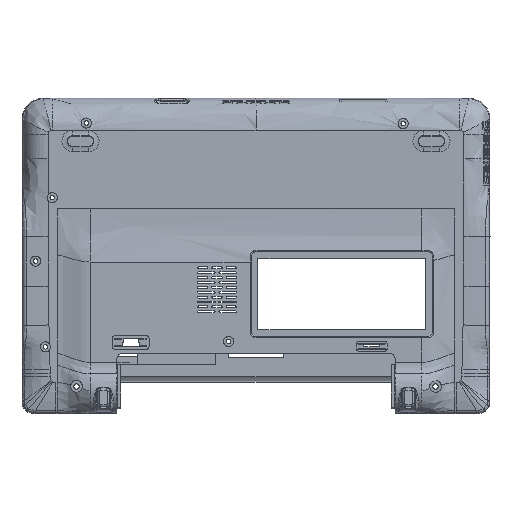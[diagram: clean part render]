
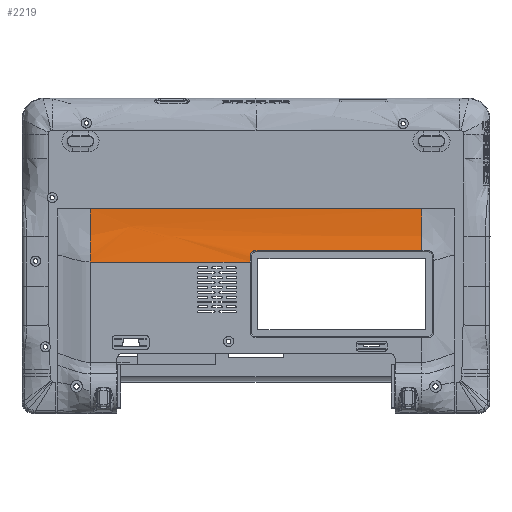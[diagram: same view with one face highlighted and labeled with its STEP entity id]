
A CAD part, front view. The second image highlights one B-rep face of the part: STEP entity #2219.
In plain terms, the highlighted face is a extrusion surface.
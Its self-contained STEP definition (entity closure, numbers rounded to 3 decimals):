
#98=(
BOUNDED_CURVE()
B_SPLINE_CURVE(3,(#43569,#43570,#43571,#43572,#43573,#43574,#43575,#43576,
#43577,#43578),.UNSPECIFIED.,.F.,.F.)
B_SPLINE_CURVE_WITH_KNOTS((4,1,1,1,1,1,1,4),(0.,0.078,0.255,
0.435,0.615,0.791,0.96,
1.),.UNSPECIFIED.)
CURVE()
GEOMETRIC_REPRESENTATION_ITEM()
RATIONAL_B_SPLINE_CURVE((1.172,1.172,1.172,
1.172,1.172,1.172,1.172,1.172,
1.172,1.172))
REPRESENTATION_ITEM('')
);
#215=SURFACE_OF_LINEAR_EXTRUSION('',#6600,#22375);
#1054=FACE_OUTER_BOUND('',#4270,.T.);
#2219=ADVANCED_FACE('',(#1054),#215,.F.);
#4270=EDGE_LOOP('',(#9630,#9631,#9632,#9633,#9634,#9635,#9636,#9637));
#6597=B_SPLINE_CURVE_WITH_KNOTS('',3,(#43491,#43492,#43493,#43494),
 .UNSPECIFIED.,.F.,.F.,(4,4),(0.,1.),.UNSPECIFIED.);
#6598=B_SPLINE_CURVE_WITH_KNOTS('',3,(#43531,#43532,#43533,#43534,#43535,
#43536,#43537,#43538,#43539,#43540,#43541,#43542,#43543,#43544,#43545,#43546,
#43547,#43548,#43549,#43550,#43551,#43552,#43553,#43554,#43555,#43556,#43557,
#43558),.UNSPECIFIED.,.F.,.F.,(4,2,2,2,2,2,2,2,2,2,2,2,2,4),(0.,0.063,
0.125,0.25,0.375,0.438,
0.5,0.625,0.688,0.719,
0.75,0.813,0.875,1.),.UNSPECIFIED.);
#6599=B_SPLINE_CURVE_WITH_KNOTS('',3,(#43565,#43566,#43567,#43568),
 .UNSPECIFIED.,.F.,.F.,(4,4),(0.,1.),.UNSPECIFIED.);
#6600=B_SPLINE_CURVE_WITH_KNOTS('',3,(#43579,#43580,#43581,#43582,#43583),
 .UNSPECIFIED.,.F.,.F.,(4,1,4),(0.,0.011,1.),.UNSPECIFIED.);
#9630=ORIENTED_EDGE('',*,*,#18213,.F.);
#9631=ORIENTED_EDGE('',*,*,#18214,.F.);
#9632=ORIENTED_EDGE('',*,*,#18215,.F.);
#9633=ORIENTED_EDGE('',*,*,#18216,.T.);
#9634=ORIENTED_EDGE('',*,*,#16551,.F.);
#9635=ORIENTED_EDGE('',*,*,#18212,.F.);
#9636=ORIENTED_EDGE('',*,*,#17824,.F.);
#9637=ORIENTED_EDGE('',*,*,#18217,.F.);
#14206=VERTEX_POINT('',#30037);
#14207=VERTEX_POINT('',#30039);
#15235=VERTEX_POINT('',#41812);
#15236=VERTEX_POINT('',#41814);
#15533=VERTEX_POINT('',#43559);
#15534=VERTEX_POINT('',#43560);
#15535=VERTEX_POINT('',#43562);
#15536=VERTEX_POINT('',#43564);
#16551=EDGE_CURVE('',#14206,#14207,#20075,.T.);
#17824=EDGE_CURVE('',#15235,#15236,#20540,.T.);
#18212=EDGE_CURVE('',#15236,#14206,#6597,.T.);
#18213=EDGE_CURVE('',#15533,#15534,#6598,.T.);
#18214=EDGE_CURVE('',#15535,#15533,#20757,.T.);
#18215=EDGE_CURVE('',#15536,#15535,#20758,.T.);
#18216=EDGE_CURVE('',#15536,#14207,#6599,.T.);
#18217=EDGE_CURVE('',#15534,#15235,#98,.T.);
#20075=LINE('',#30038,#21678);
#20540=LINE('',#41813,#22156);
#20757=LINE('',#43561,#22373);
#20758=LINE('',#43563,#22374);
#21678=VECTOR('',#24987,1.);
#22156=VECTOR('',#26057,1.);
#22373=VECTOR('',#26634,1.);
#22374=VECTOR('',#26635,1.);
#22375=VECTOR('',#26636,1.);
#24987=DIRECTION('',(1.,0.,0.));
#26057=DIRECTION('',(-1.,0.,0.));
#26634=DIRECTION('',(-1.,0.,0.));
#26635=DIRECTION('',(-1.,0.,0.));
#26636=DIRECTION('',(1.,0.,0.));
#30037=CARTESIAN_POINT('',(-134.64,-23.76,173.099));
#30038=CARTESIAN_POINT('',(-134.64,-23.76,173.099));
#30039=CARTESIAN_POINT('',(134.64,-23.76,173.099));
#41812=CARTESIAN_POINT('',(-4.752,-28.829,129.888));
#41813=CARTESIAN_POINT('',(-4.752,-28.829,129.888));
#41814=CARTESIAN_POINT('',(-134.64,-28.829,129.888));
#43491=CARTESIAN_POINT('',(-134.64,-28.829,129.888));
#43492=CARTESIAN_POINT('',(-134.64,-28.829,142.56));
#43493=CARTESIAN_POINT('',(-134.64,-23.76,143.003));
#43494=CARTESIAN_POINT('',(-134.64,-23.76,173.099));
#43531=CARTESIAN_POINT('',(0.,-27.702,139.257));
#43532=CARTESIAN_POINT('',(-0.103,-27.702,139.256));
#43533=CARTESIAN_POINT('',(-0.272,-27.703,139.252));
#43534=CARTESIAN_POINT('',(-0.671,-27.713,139.212));
#43535=CARTESIAN_POINT('',(-0.787,-27.718,139.192));
#43536=CARTESIAN_POINT('',(-1.208,-27.737,139.108));
#43537=CARTESIAN_POINT('',(-1.509,-27.758,139.02));
#43538=CARTESIAN_POINT('',(-2.098,-27.814,138.774));
#43539=CARTESIAN_POINT('',(-2.376,-27.849,138.624));
#43540=CARTESIAN_POINT('',(-2.76,-27.906,138.365));
#43541=CARTESIAN_POINT('',(-2.883,-27.926,138.273));
#43542=CARTESIAN_POINT('',(-3.117,-27.968,138.08));
#43543=CARTESIAN_POINT('',(-3.252,-27.995,137.955));
#43544=CARTESIAN_POINT('',(-3.497,-28.046,137.71));
#43545=CARTESIAN_POINT('',(-3.717,-28.097,137.464));
#43546=CARTESIAN_POINT('',(-4.031,-28.188,136.992));
#43547=CARTESIAN_POINT('',(-4.119,-28.216,136.841));
#43548=CARTESIAN_POINT('',(-4.229,-28.254,136.629));
#43549=CARTESIAN_POINT('',(-4.262,-28.266,136.561));
#43550=CARTESIAN_POINT('',(-4.323,-28.289,136.431));
#43551=CARTESIAN_POINT('',(-4.368,-28.307,136.325));
#43552=CARTESIAN_POINT('',(-4.388,-28.316,136.277));
#43553=CARTESIAN_POINT('',(-4.433,-28.333,136.174));
#43554=CARTESIAN_POINT('',(-4.554,-28.391,135.814));
#43555=CARTESIAN_POINT('',(-4.628,-28.434,135.533));
#43556=CARTESIAN_POINT('',(-4.74,-28.52,134.931));
#43557=CARTESIAN_POINT('',(-4.749,-28.557,134.621));
#43558=CARTESIAN_POINT('',(-4.752,-28.581,134.414));
#43559=CARTESIAN_POINT('',(0.,-27.702,139.257));
#43560=CARTESIAN_POINT('',(-4.752,-28.581,134.414));
#43561=CARTESIAN_POINT('',(121.278,-27.702,139.257));
#43562=CARTESIAN_POINT('',(121.278,-27.702,139.257));
#43563=CARTESIAN_POINT('',(-0.777,-27.702,139.257));
#43564=CARTESIAN_POINT('',(134.64,-27.702,139.257));
#43565=CARTESIAN_POINT('',(134.64,-27.702,139.257));
#43566=CARTESIAN_POINT('',(134.64,-26.209,145.588));
#43567=CARTESIAN_POINT('',(134.64,-23.76,152.181));
#43568=CARTESIAN_POINT('',(134.64,-23.76,173.099));
#43569=CARTESIAN_POINT('',(-4.752,-28.581,134.414));
#43570=CARTESIAN_POINT('',(-4.752,-28.595,134.296));
#43571=CARTESIAN_POINT('',(-4.752,-28.637,133.912));
#43572=CARTESIAN_POINT('',(-4.752,-28.699,133.256));
#43573=CARTESIAN_POINT('',(-4.752,-28.757,132.446));
#43574=CARTESIAN_POINT('',(-4.752,-28.797,131.636));
#43575=CARTESIAN_POINT('',(-4.752,-28.821,130.844));
#43576=CARTESIAN_POINT('',(-4.752,-28.828,130.263));
#43577=CARTESIAN_POINT('',(-4.752,-28.829,129.949));
#43578=CARTESIAN_POINT('',(-4.752,-28.829,129.888));
#43579=CARTESIAN_POINT('',(0.,-28.827,129.451));
#43580=CARTESIAN_POINT('',(0.,-28.828,129.599));
#43581=CARTESIAN_POINT('',(0.,-28.887,142.617));
#43582=CARTESIAN_POINT('',(0.,-23.711,143.007));
#43583=CARTESIAN_POINT('',(0.,-23.76,173.54));
